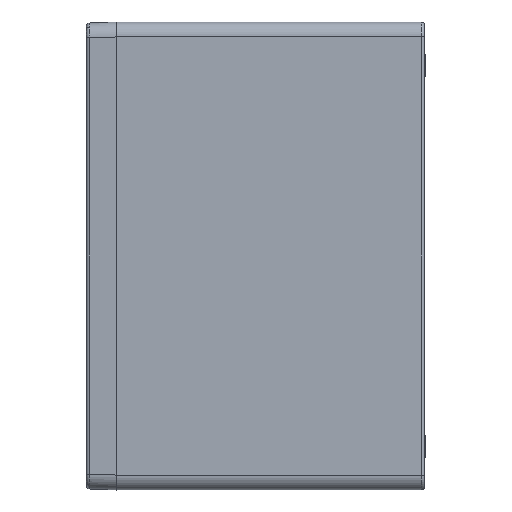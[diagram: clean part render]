
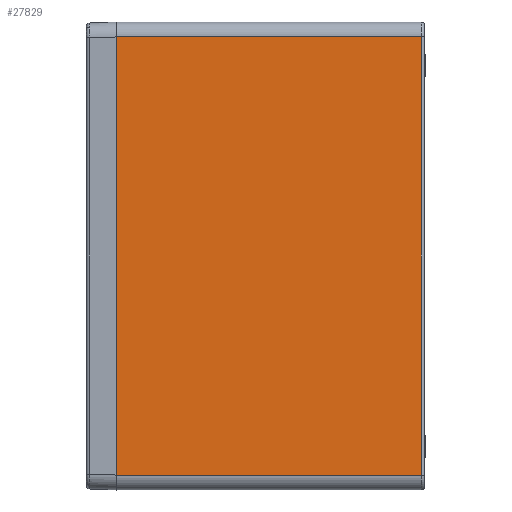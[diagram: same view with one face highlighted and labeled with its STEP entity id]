
A CAD part, left-side view. The second image highlights one B-rep face of the part: STEP entity #27829.
In plain terms, the highlighted planar face has unit normal (-1, 0, 0).
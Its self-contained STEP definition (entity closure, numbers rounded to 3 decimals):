
#2780 = CARTESIAN_POINT ( 'NONE',  ( -202., 0., 146.5 ) ) ;
#2869 = DIRECTION ( 'NONE',  ( 0., 0., 1. ) ) ;
#2870 = VECTOR ( 'NONE', #2869, 1000. ) ;
#2871 = CARTESIAN_POINT ( 'NONE',  ( -202., 0., -156.5 ) ) ;
#2872 = LINE ( 'NONE', #2871, #2870 ) ;
#2875 = CARTESIAN_POINT ( 'NONE',  ( -202., 0., -146.5 ) ) ;
#3544 = CARTESIAN_POINT ( 'NONE',  ( -202., -206., 146.5 ) ) ;
#3545 = LINE ( 'NONE', #3544, #4125 ) ;
#4124 = DIRECTION ( 'NONE',  ( 0., 1., 0. ) ) ;
#4125 = VECTOR ( 'NONE', #4124, 1000. ) ;
#4704 = FACE_OUTER_BOUND ( 'NONE', #27484, .T. ) ;
#4712 = PLANE ( 'NONE',  #4718 ) ;
#4714 = DIRECTION ( 'NONE',  ( 0., 0., 1. ) ) ;
#4715 = DIRECTION ( 'NONE',  ( -1., 0., 0. ) ) ;
#4716 = CARTESIAN_POINT ( 'NONE',  ( -202., -206., -156.5 ) ) ;
#4718 = AXIS2_PLACEMENT_3D ( 'NONE', #4716, #4715, #4714 ) ;
#6342 = CARTESIAN_POINT ( 'NONE',  ( -202., -204., 146.5 ) ) ;
#6343 = LINE ( 'NONE', #6342, #6354 ) ;
#6351 = CARTESIAN_POINT ( 'NONE',  ( -202., -204., -146.5 ) ) ;
#6353 = DIRECTION ( 'NONE',  ( 0., 0., 1. ) ) ;
#6354 = VECTOR ( 'NONE', #6353, 1000. ) ;
#6362 = CARTESIAN_POINT ( 'NONE',  ( -202., -204., 146.5 ) ) ;
#6408 = DIRECTION ( 'NONE',  ( 0., -1., 0. ) ) ;
#6409 = VECTOR ( 'NONE', #6408, 1000. ) ;
#6410 = CARTESIAN_POINT ( 'NONE',  ( -202., -206., -146.5 ) ) ;
#6411 = LINE ( 'NONE', #6410, #6409 ) ;
#27360 = VERTEX_POINT ( 'NONE', #2780 ) ;
#27379 = VERTEX_POINT ( 'NONE', #2875 ) ;
#27381 = EDGE_CURVE ( 'NONE', #27379, #27360, #2872, .T. ) ;
#27484 = EDGE_LOOP ( 'NONE', ( #28393, #28399, #28403, #27646 ) ) ;
#27646 = ORIENTED_EDGE ( 'NONE', *, *, #27381, .F. ) ;
#27661 = EDGE_CURVE ( 'NONE', #28402, #27360, #3545, .T. ) ;
#27829 = ADVANCED_FACE ( 'NONE', ( #4704 ), #4712, .T. ) ;
#28383 = EDGE_CURVE ( 'NONE', #28388, #28402, #6343, .T. ) ;
#28388 = VERTEX_POINT ( 'NONE', #6351 ) ;
#28393 = ORIENTED_EDGE ( 'NONE', *, *, #28409, .T. ) ;
#28399 = ORIENTED_EDGE ( 'NONE', *, *, #28383, .T. ) ;
#28402 = VERTEX_POINT ( 'NONE', #6362 ) ;
#28403 = ORIENTED_EDGE ( 'NONE', *, *, #27661, .T. ) ;
#28409 = EDGE_CURVE ( 'NONE', #27379, #28388, #6411, .T. ) ;
